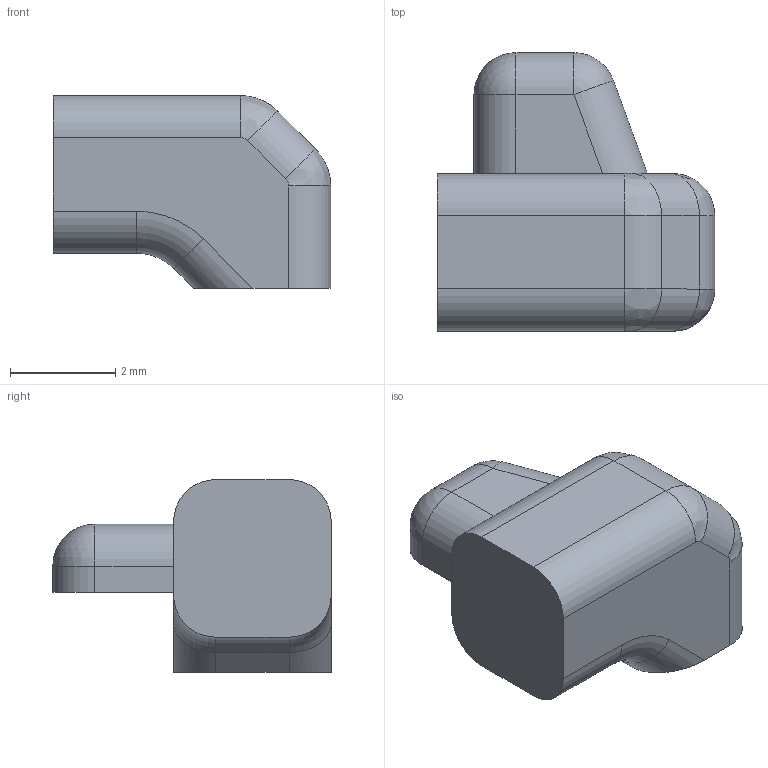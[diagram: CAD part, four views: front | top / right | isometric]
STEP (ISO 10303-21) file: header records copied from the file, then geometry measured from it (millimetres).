
FILE_DESCRIPTION(/* description */ (''),/* implementation_level */ '2;1');
FILE_NAME(/* name */ 'Light_Pipe.stp',/* time_stamp */ '2023-08-21T17:11:51+02:00',/* author */ (''),/* organization */ (''),/* preprocessor_version */ 'ST-DEVELOPER v15',/* originating_system */ 'SIEMENS PLM Software NX 8.5',/* authorisation */ '');
FILE_SCHEMA (('AUTOMOTIVE_DESIGN { 1 0 10303 214 3 1 1 1 }'));
Length unit declared in the file: millimetre
Products named in the file (1): Light_Pipe
Bounding box: 5.28 x 5.3 x 3.67 mm (x, y, z)
Volume: 55.4 mm3; surface area: 90.2 mm2
Topology: 1 solids, 1 shells, 40 faces, 95 edges, 56 vertices
Faces by surface type: cylinder 18, plane 14, bspline 4, torus 2, sphere 2
Entity records: 1203 total; most frequent: CARTESIAN_POINT 250, DIRECTION 209, ORIENTED_EDGE 186, EDGE_CURVE 93, AXIS2_PLACEMENT_3D 79, VERTEX_POINT 56, LINE 51, VECTOR 51
